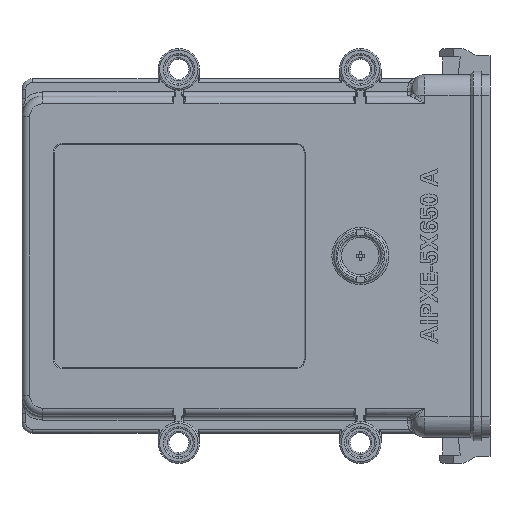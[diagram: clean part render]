
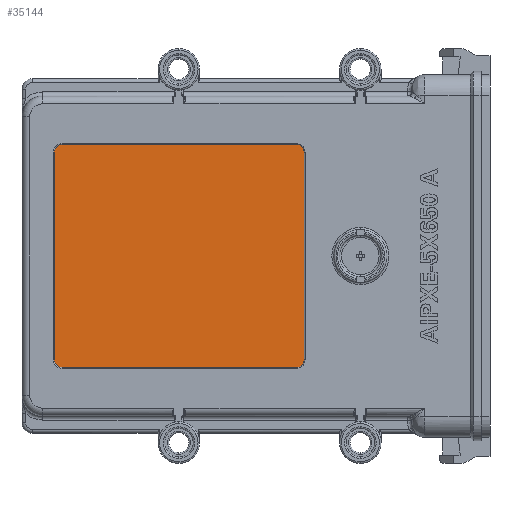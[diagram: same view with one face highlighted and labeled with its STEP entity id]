
A CAD part, front view. The second image highlights one B-rep face of the part: STEP entity #35144.
In plain terms, the highlighted planar face has unit normal (0, -1, 0).
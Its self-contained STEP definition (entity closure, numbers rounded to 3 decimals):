
#11526=CARTESIAN_POINT('',(-97.663,-15.2,-40.));
#11527=DIRECTION('',(0.,-1.,0.));
#11528=DIRECTION('',(-1.,0.,0.));
#11529=AXIS2_PLACEMENT_3D('',#11526,#11527,#11528);
#11531=DIRECTION('',(0.,0.,-1.));
#11532=VECTOR('',#11531,80.);
#11533=CARTESIAN_POINT('',(-100.663,-15.2,40.));
#11534=LINE('',#11533,#11532);
#11535=CARTESIAN_POINT('',(-97.663,-15.2,40.));
#11536=DIRECTION('',(0.,-1.,0.));
#11537=DIRECTION('',(0.,0.,1.));
#11538=AXIS2_PLACEMENT_3D('',#11535,#11536,#11537);
#11540=DIRECTION('',(-1.,0.,0.));
#11541=VECTOR('',#11540,90.3);
#11542=CARTESIAN_POINT('',(-7.363,-15.2,43.));
#11543=LINE('',#11542,#11541);
#11544=CARTESIAN_POINT('',(-7.363,-15.2,40.));
#11545=DIRECTION('',(0.,-1.,0.));
#11546=DIRECTION('',(1.,0.,0.));
#11547=AXIS2_PLACEMENT_3D('',#11544,#11545,#11546);
#11549=DIRECTION('',(0.,0.,1.));
#11550=VECTOR('',#11549,80.);
#11551=CARTESIAN_POINT('',(-4.363,-15.2,-40.));
#11552=LINE('',#11551,#11550);
#11553=CARTESIAN_POINT('',(-7.363,-15.2,-40.));
#11554=DIRECTION('',(0.,-1.,0.));
#11555=DIRECTION('',(0.,0.,-1.));
#11556=AXIS2_PLACEMENT_3D('',#11553,#11554,#11555);
#11558=DIRECTION('',(1.,0.,0.));
#11559=VECTOR('',#11558,90.3);
#11560=CARTESIAN_POINT('',(-97.663,-15.2,-43.));
#11561=LINE('',#11560,#11559);
#13787=CARTESIAN_POINT('',(-97.663,-15.2,-43.));
#13788=CARTESIAN_POINT('',(-7.363,-15.2,-43.));
#13789=VERTEX_POINT('',#13787);
#13790=VERTEX_POINT('',#13788);
#13791=CARTESIAN_POINT('',(-4.363,-15.2,-40.));
#13792=CARTESIAN_POINT('',(-4.363,-15.2,40.));
#13793=VERTEX_POINT('',#13791);
#13794=VERTEX_POINT('',#13792);
#13795=CARTESIAN_POINT('',(-7.363,-15.2,43.));
#13796=CARTESIAN_POINT('',(-97.663,-15.2,43.));
#13797=VERTEX_POINT('',#13795);
#13798=VERTEX_POINT('',#13796);
#13799=CARTESIAN_POINT('',(-100.663,-15.2,40.));
#13800=CARTESIAN_POINT('',(-100.663,-15.2,-40.));
#13801=VERTEX_POINT('',#13799);
#13802=VERTEX_POINT('',#13800);
#35129=CARTESIAN_POINT('',(0.,-15.2,0.));
#35130=DIRECTION('',(0.,-1.,0.));
#35131=DIRECTION('',(0.,0.,1.));
#35132=AXIS2_PLACEMENT_3D('',#35129,#35130,#35131);
#35133=PLANE('',#35132);
#35134=ORIENTED_EDGE('',*,*,#35096,.F.);
#35135=ORIENTED_EDGE('',*,*,#35110,.F.);
#35136=ORIENTED_EDGE('',*,*,#35123,.F.);
#35137=ORIENTED_EDGE('',*,*,#35025,.F.);
#35138=ORIENTED_EDGE('',*,*,#35040,.F.);
#35139=ORIENTED_EDGE('',*,*,#35054,.F.);
#35140=ORIENTED_EDGE('',*,*,#35068,.F.);
#35141=ORIENTED_EDGE('',*,*,#35082,.F.);
#35142=EDGE_LOOP('',(#35134,#35135,#35136,#35137,#35138,#35139,#35140,#35141));
#35143=FACE_OUTER_BOUND('',#35142,.F.);
#35144=ADVANCED_FACE('',(#35143),#35133,.T.);
#11530=CIRCLE('',#11529,3.);
#11539=CIRCLE('',#11538,3.);
#11548=CIRCLE('',#11547,3.);
#11557=CIRCLE('',#11556,3.);
#35025=EDGE_CURVE('',#13797,#13798,#11543,.T.);
#35040=EDGE_CURVE('',#13794,#13797,#11548,.T.);
#35054=EDGE_CURVE('',#13793,#13794,#11552,.T.);
#35068=EDGE_CURVE('',#13790,#13793,#11557,.T.);
#35082=EDGE_CURVE('',#13789,#13790,#11561,.T.);
#35096=EDGE_CURVE('',#13802,#13789,#11530,.T.);
#35110=EDGE_CURVE('',#13801,#13802,#11534,.T.);
#35123=EDGE_CURVE('',#13798,#13801,#11539,.T.);
